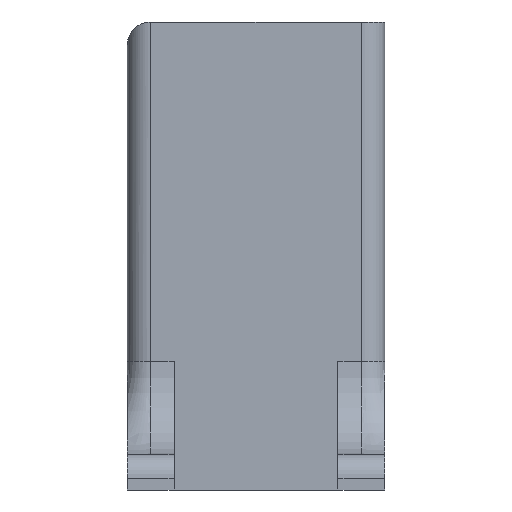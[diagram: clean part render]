
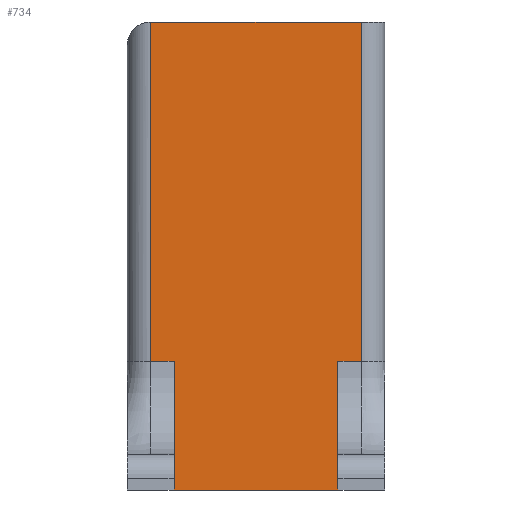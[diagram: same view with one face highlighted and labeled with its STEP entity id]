
A CAD part, front view. The second image highlights one B-rep face of the part: STEP entity #734.
In plain terms, the highlighted planar face has unit normal (0, -1, 0).
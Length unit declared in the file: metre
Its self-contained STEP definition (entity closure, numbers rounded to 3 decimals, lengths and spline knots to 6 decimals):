
#25=PLANE('',#796);
#96=ORIENTED_EDGE('',*,*,#316,.F.);
#97=ORIENTED_EDGE('',*,*,#317,.T.);
#98=ORIENTED_EDGE('',*,*,#318,.T.);
#99=ORIENTED_EDGE('',*,*,#319,.F.);
#100=ORIENTED_EDGE('',*,*,#314,.T.);
#101=ORIENTED_EDGE('',*,*,#320,.T.);
#102=ORIENTED_EDGE('',*,*,#321,.T.);
#103=ORIENTED_EDGE('',*,*,#322,.T.);
#314=EDGE_CURVE('',#424,#423,#490,.T.);
#316=EDGE_CURVE('',#425,#426,#491,.T.);
#317=EDGE_CURVE('',#425,#427,#492,.T.);
#318=EDGE_CURVE('',#427,#428,#493,.F.);
#319=EDGE_CURVE('',#424,#428,#494,.T.);
#320=EDGE_CURVE('',#423,#429,#495,.T.);
#321=EDGE_CURVE('',#429,#430,#496,.T.);
#322=EDGE_CURVE('',#430,#426,#497,.T.);
#423=VERTEX_POINT('',#1123);
#424=VERTEX_POINT('',#1125);
#425=VERTEX_POINT('',#1129);
#426=VERTEX_POINT('',#1130);
#427=VERTEX_POINT('',#1132);
#428=VERTEX_POINT('',#1134);
#429=VERTEX_POINT('',#1137);
#430=VERTEX_POINT('',#1139);
#490=LINE('',#1124,#565);
#491=LINE('',#1128,#566);
#492=LINE('',#1131,#567);
#493=LINE('',#1133,#568);
#494=LINE('',#1135,#569);
#495=LINE('',#1136,#570);
#496=LINE('',#1138,#571);
#497=LINE('',#1140,#572);
#565=VECTOR('',#892,1.);
#566=VECTOR('',#897,1.);
#567=VECTOR('',#898,1.);
#568=VECTOR('',#899,1.);
#569=VECTOR('',#900,1.);
#570=VECTOR('',#901,1.);
#571=VECTOR('',#902,1.);
#572=VECTOR('',#903,1.);
#633=EDGE_LOOP('',(#96,#97,#98,#99,#100,#101,#102,#103));
#676=FACE_BOUND('',#633,.T.);
#734=ADVANCED_FACE('',(#676),#25,.F.);
#796=AXIS2_PLACEMENT_3D('',#1127,#895,#896);
#892=DIRECTION('',(0.,0.,-1.));
#895=DIRECTION('',(0.,1.,0.));
#896=DIRECTION('',(-1.,0.,0.));
#897=DIRECTION('',(0.,0.,-1.));
#898=DIRECTION('',(1.,0.,0.));
#899=DIRECTION('',(0.,0.,-1.));
#900=DIRECTION('',(1.,0.,0.));
#901=DIRECTION('',(1.,0.,0.));
#902=DIRECTION('',(0.,0.,-1.));
#903=DIRECTION('',(1.,0.,0.));
#1123=CARTESIAN_POINT('',(-0.018,-0.006,0.011));
#1124=CARTESIAN_POINT('',(-0.018,-0.006,0.04));
#1125=CARTESIAN_POINT('',(-0.018,-0.006,0.04));
#1127=CARTESIAN_POINT('',(-0.01,-0.006,0.04));
#1128=CARTESIAN_POINT('',(-0.002,-0.006,0.003));
#1129=CARTESIAN_POINT('',(-0.002,-0.006,0.011));
#1130=CARTESIAN_POINT('',(-0.002,-0.006,0.));
#1131=CARTESIAN_POINT('',(0.,-0.006,0.011));
#1132=CARTESIAN_POINT('',(0.,-0.006,0.011));
#1133=CARTESIAN_POINT('',(0.,-0.006,0.04));
#1134=CARTESIAN_POINT('',(0.,-0.006,0.04));
#1135=CARTESIAN_POINT('',(-0.01,-0.006,0.04));
#1136=CARTESIAN_POINT('',(-0.016,-0.006,0.011));
#1137=CARTESIAN_POINT('',(-0.016,-0.006,0.011));
#1138=CARTESIAN_POINT('',(-0.016,-0.006,0.003));
#1139=CARTESIAN_POINT('',(-0.016,-0.006,0.));
#1140=CARTESIAN_POINT('',(-0.01,-0.006,0.));
